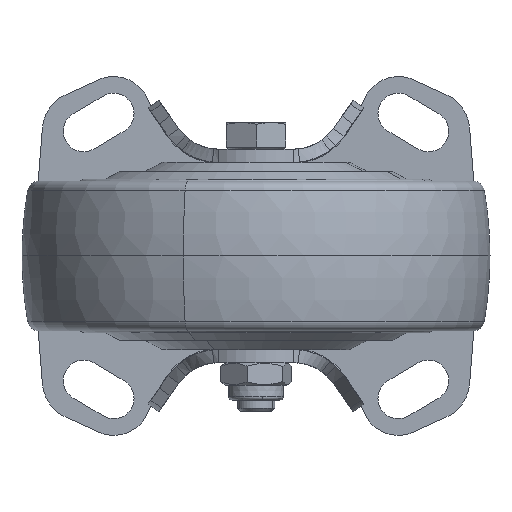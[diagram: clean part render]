
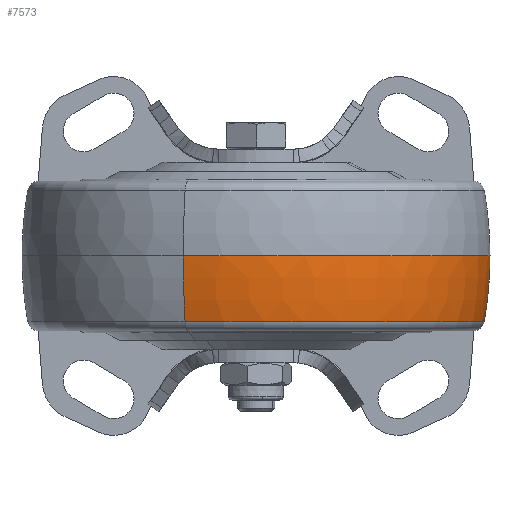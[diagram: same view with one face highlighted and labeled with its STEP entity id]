
A CAD part, front view. The second image highlights one B-rep face of the part: STEP entity #7573.
In plain terms, the highlighted toroidal (fillet/blend) face has major radius 38.756 mm and minor radius 101.256 mm.
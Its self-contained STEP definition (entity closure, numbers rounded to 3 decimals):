
#28 = CIRCLE ( 'NONE', #7333, 101.256 ) ;
#436 = CIRCLE ( 'NONE', #6250, 101.256 ) ;
#1033 = TOROIDAL_SURFACE ( 'NONE', #1372, -38.756, 101.256 ) ;
#1242 = ORIENTED_EDGE ( 'NONE', *, *, #10074, .F. ) ;
#1325 = CARTESIAN_POINT ( 'NONE',  ( 0., 0., -62.5 ) ) ;
#1372 = AXIS2_PLACEMENT_3D ( 'NONE', #7460, #2607, #4063 ) ;
#2224 = EDGE_CURVE ( 'NONE', #9521, #5372, #6414, .T. ) ;
#2240 = DIRECTION ( 'NONE',  ( 1., 0., 0. ) ) ;
#2607 = DIRECTION ( 'NONE',  ( 1., 0., 0. ) ) ;
#2989 = ORIENTED_EDGE ( 'NONE', *, *, #6246, .F. ) ;
#3025 = CARTESIAN_POINT ( 'NONE',  ( 17.513, 0., 0. ) ) ;
#3262 = ORIENTED_EDGE ( 'NONE', *, *, #2224, .T. ) ;
#3340 = CARTESIAN_POINT ( 'NONE',  ( 17.513, 0., 60.977 ) ) ;
#3672 = DIRECTION ( 'NONE',  ( 0., 0., 1. ) ) ;
#3803 = DIRECTION ( 'NONE',  ( 0., 0., -1. ) ) ;
#4063 = DIRECTION ( 'NONE',  ( 0., 0., -1. ) ) ;
#4534 = EDGE_LOOP ( 'NONE', ( #2989, #3262, #9520, #1242 ) ) ;
#5372 = VERTEX_POINT ( 'NONE', #1325 ) ;
#5464 = CARTESIAN_POINT ( 'NONE',  ( 0.014, 0., 38.756 ) ) ;
#5560 = DIRECTION ( 'NONE',  ( 0., -1., 0. ) ) ;
#5692 = FACE_OUTER_BOUND ( 'NONE', #4534, .T. ) ;
#6109 = DIRECTION ( 'NONE',  ( 1., 0., 0. ) ) ;
#6161 = DIRECTION ( 'NONE',  ( 0., 0., -1. ) ) ;
#6246 = EDGE_CURVE ( 'NONE', #9521, #7555, #28, .T. ) ;
#6250 = AXIS2_PLACEMENT_3D ( 'NONE', #5464, #5560, #7026 ) ;
#6414 = CIRCLE ( 'NONE', #8900, 62.5 ) ;
#7026 = DIRECTION ( 'NONE',  ( 0., 0., -1. ) ) ;
#7333 = AXIS2_PLACEMENT_3D ( 'NONE', #7575, #9298, #3672 ) ;
#7460 = CARTESIAN_POINT ( 'NONE',  ( 0.014, 0., 0. ) ) ;
#7555 = VERTEX_POINT ( 'NONE', #3340 ) ;
#7573 = ADVANCED_FACE ( 'NONE', ( #5692 ), #1033, .T. ) ;
#7575 = CARTESIAN_POINT ( 'NONE',  ( 0.014, 0., -38.756 ) ) ;
#7665 = CARTESIAN_POINT ( 'NONE',  ( 0., 0., 0. ) ) ;
#8895 = CIRCLE ( 'NONE', #9895, 60.977 ) ;
#8900 = AXIS2_PLACEMENT_3D ( 'NONE', #7665, #6109, #3803 ) ;
#9176 = EDGE_CURVE ( 'NONE', #5372, #10144, #436, .T. ) ;
#9298 = DIRECTION ( 'NONE',  ( 0., 1., 0. ) ) ;
#9520 = ORIENTED_EDGE ( 'NONE', *, *, #9176, .T. ) ;
#9521 = VERTEX_POINT ( 'NONE', #10235 ) ;
#9895 = AXIS2_PLACEMENT_3D ( 'NONE', #3025, #2240, #6161 ) ;
#10074 = EDGE_CURVE ( 'NONE', #7555, #10144, #8895, .T. ) ;
#10144 = VERTEX_POINT ( 'NONE', #10267 ) ;
#10235 = CARTESIAN_POINT ( 'NONE',  ( 0., 0., 62.5 ) ) ;
#10267 = CARTESIAN_POINT ( 'NONE',  ( 17.513, 0., -60.977 ) ) ;
